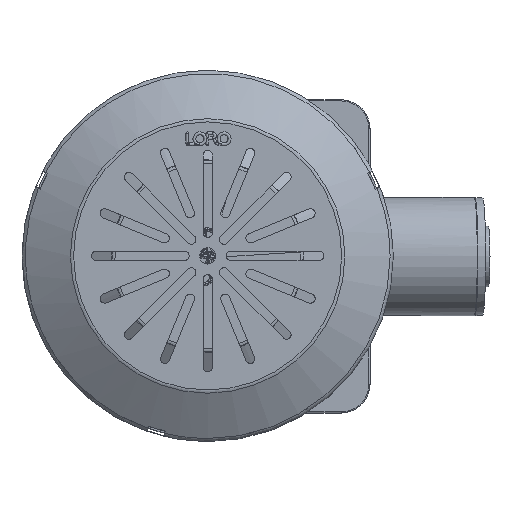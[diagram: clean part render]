
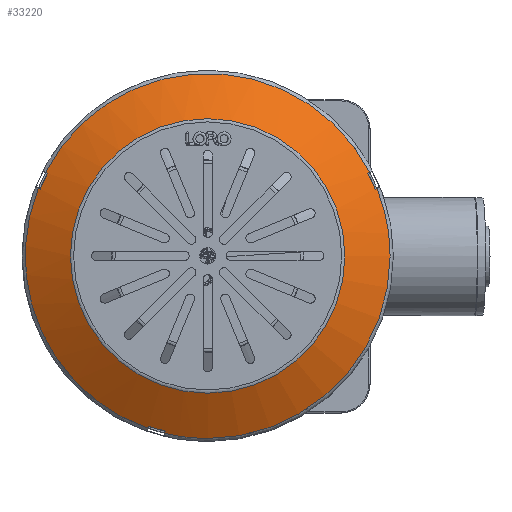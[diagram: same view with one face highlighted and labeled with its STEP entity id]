
A CAD part, top view. The second image highlights one B-rep face of the part: STEP entity #33220.
In plain terms, the highlighted conical face has half-angle 60 degrees and reference radius 1377.64 mm.
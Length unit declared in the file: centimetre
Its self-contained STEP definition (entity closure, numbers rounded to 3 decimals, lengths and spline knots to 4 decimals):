
#3920=LINE('',#64686,#6279);
#6279=VECTOR('',#45984,137.7644);
#6934=CONICAL_SURFACE('',#36804,137.7644,1.047);
#8699=FACE_OUTER_BOUND('',#10910,.T.);
#10910=EDGE_LOOP('',(#30125,#30126,#30127,#30128,#30129,#30130,#30131,#30132,
#30133,#30134,#30135,#30136,#30137,#30138,#30139,#30140,#30141,#30142));
#11760=(
BOUNDED_CURVE()
B_SPLINE_CURVE(2,(#64367,#64368,#64369),.UNSPECIFIED.,.F.,.F.)
B_SPLINE_CURVE_WITH_KNOTS((3,3),(4.3111,6.4794),
 .UNSPECIFIED.)
CURVE()
GEOMETRIC_REPRESENTATION_ITEM()
RATIONAL_B_SPLINE_CURVE((1.,1.,1.))
REPRESENTATION_ITEM('')
);
#11762=(
BOUNDED_CURVE()
B_SPLINE_CURVE(2,(#64425,#64426,#64427),.UNSPECIFIED.,.F.,.F.)
B_SPLINE_CURVE_WITH_KNOTS((3,3),(18.0051,33.0035),
 .UNSPECIFIED.)
CURVE()
GEOMETRIC_REPRESENTATION_ITEM()
RATIONAL_B_SPLINE_CURVE((1.006,1.007,1.006))
REPRESENTATION_ITEM('')
);
#11764=(
BOUNDED_CURVE()
B_SPLINE_CURVE(2,(#64435,#64436,#64437),.UNSPECIFIED.,.F.,.F.)
B_SPLINE_CURVE_WITH_KNOTS((3,3),(0.,2.1682),.UNSPECIFIED.)
CURVE()
GEOMETRIC_REPRESENTATION_ITEM()
RATIONAL_B_SPLINE_CURVE((1.,1.,1.))
REPRESENTATION_ITEM('')
);
#11772=(
BOUNDED_CURVE()
B_SPLINE_CURVE(2,(#64614,#64615,#64616),.UNSPECIFIED.,.F.,.F.)
B_SPLINE_CURVE_WITH_KNOTS((3,3),(0.,2.1682),.UNSPECIFIED.)
CURVE()
GEOMETRIC_REPRESENTATION_ITEM()
RATIONAL_B_SPLINE_CURVE((1.,1.,1.))
REPRESENTATION_ITEM('')
);
#11773=(
BOUNDED_CURVE()
B_SPLINE_CURVE(2,(#64640,#64641,#64642),.UNSPECIFIED.,.F.,.F.)
B_SPLINE_CURVE_WITH_KNOTS((3,3),(18.0051,33.0035),
 .UNSPECIFIED.)
CURVE()
GEOMETRIC_REPRESENTATION_ITEM()
RATIONAL_B_SPLINE_CURVE((1.006,1.007,1.006))
REPRESENTATION_ITEM('')
);
#11774=(
BOUNDED_CURVE()
B_SPLINE_CURVE(2,(#64649,#64650,#64651),.UNSPECIFIED.,.F.,.F.)
B_SPLINE_CURVE_WITH_KNOTS((3,3),(4.3111,6.4794),
 .UNSPECIFIED.)
CURVE()
GEOMETRIC_REPRESENTATION_ITEM()
RATIONAL_B_SPLINE_CURVE((1.,1.,1.))
REPRESENTATION_ITEM('')
);
#11775=(
BOUNDED_CURVE()
B_SPLINE_CURVE(2,(#64675,#64676,#64677),.UNSPECIFIED.,.F.,.F.)
B_SPLINE_CURVE_WITH_KNOTS((3,3),(0.,2.0555),.UNSPECIFIED.)
CURVE()
GEOMETRIC_REPRESENTATION_ITEM()
RATIONAL_B_SPLINE_CURVE((1.,1.,1.))
REPRESENTATION_ITEM('')
);
#11776=(
BOUNDED_CURVE()
B_SPLINE_CURVE(2,(#64679,#64680,#64681),.UNSPECIFIED.,.F.,.F.)
B_SPLINE_CURVE_WITH_KNOTS((3,3),(18.0051,33.0035),
 .UNSPECIFIED.)
CURVE()
GEOMETRIC_REPRESENTATION_ITEM()
RATIONAL_B_SPLINE_CURVE((1.006,1.007,1.006))
REPRESENTATION_ITEM('')
);
#11777=(
BOUNDED_CURVE()
B_SPLINE_CURVE(2,(#64682,#64683,#64684),.UNSPECIFIED.,.F.,.F.)
B_SPLINE_CURVE_WITH_KNOTS((3,3),(22.2188,24.2743),
 .UNSPECIFIED.)
CURVE()
GEOMETRIC_REPRESENTATION_ITEM()
RATIONAL_B_SPLINE_CURVE((1.,1.,1.))
REPRESENTATION_ITEM('')
);
#13472=CIRCLE('',#36779,157.25);
#13473=CIRCLE('',#36780,157.25);
#13474=CIRCLE('',#36781,157.25);
#13475=CIRCLE('',#36782,157.25);
#13476=CIRCLE('',#36783,157.25);
#13488=CIRCLE('',#36805,118.2789);
#13489=CIRCLE('',#36806,118.2789);
#16453=VERTEX_POINT('',#64365);
#16454=VERTEX_POINT('',#64366);
#16463=VERTEX_POINT('',#64424);
#16465=VERTEX_POINT('',#64434);
#16471=VERTEX_POINT('',#64474);
#16472=VERTEX_POINT('',#64476);
#16475=VERTEX_POINT('',#64501);
#16476=VERTEX_POINT('',#64513);
#16479=VERTEX_POINT('',#64538);
#16480=VERTEX_POINT('',#64549);
#16494=VERTEX_POINT('',#64612);
#16498=VERTEX_POINT('',#64638);
#16502=VERTEX_POINT('',#64674);
#16503=VERTEX_POINT('',#64678);
#16504=VERTEX_POINT('',#64685);
#16505=VERTEX_POINT('',#64687);
#21059=EDGE_CURVE('',#16453,#16454,#11760,.T.);
#21070=EDGE_CURVE('',#16463,#16453,#11762,.T.);
#21073=EDGE_CURVE('',#16465,#16463,#11764,.T.);
#21081=EDGE_CURVE('',#16471,#16472,#13472,.T.);
#21085=EDGE_CURVE('',#16475,#16454,#13473,.T.);
#21086=EDGE_CURVE('',#16465,#16476,#13474,.T.);
#21090=EDGE_CURVE('',#16479,#16480,#13475,.T.);
#21091=EDGE_CURVE('',#16480,#16471,#13476,.T.);
#21111=EDGE_CURVE('',#16479,#16494,#11772,.T.);
#21117=EDGE_CURVE('',#16494,#16498,#11773,.T.);
#21121=EDGE_CURVE('',#16498,#16476,#11774,.T.);
#21126=EDGE_CURVE('',#16475,#16502,#11775,.T.);
#21127=EDGE_CURVE('',#16502,#16503,#11776,.T.);
#21128=EDGE_CURVE('',#16503,#16472,#11777,.T.);
#21129=EDGE_CURVE('',#16480,#16504,#3920,.T.);
#21130=EDGE_CURVE('',#16504,#16505,#13488,.T.);
#21131=EDGE_CURVE('',#16505,#16504,#13489,.T.);
#30125=ORIENTED_EDGE('',*,*,#21059,.T.);
#30126=ORIENTED_EDGE('',*,*,#21085,.F.);
#30127=ORIENTED_EDGE('',*,*,#21126,.T.);
#30128=ORIENTED_EDGE('',*,*,#21127,.T.);
#30129=ORIENTED_EDGE('',*,*,#21128,.T.);
#30130=ORIENTED_EDGE('',*,*,#21081,.F.);
#30131=ORIENTED_EDGE('',*,*,#21091,.F.);
#30132=ORIENTED_EDGE('',*,*,#21129,.T.);
#30133=ORIENTED_EDGE('',*,*,#21130,.T.);
#30134=ORIENTED_EDGE('',*,*,#21131,.T.);
#30135=ORIENTED_EDGE('',*,*,#21129,.F.);
#30136=ORIENTED_EDGE('',*,*,#21090,.F.);
#30137=ORIENTED_EDGE('',*,*,#21111,.T.);
#30138=ORIENTED_EDGE('',*,*,#21117,.T.);
#30139=ORIENTED_EDGE('',*,*,#21121,.T.);
#30140=ORIENTED_EDGE('',*,*,#21086,.F.);
#30141=ORIENTED_EDGE('',*,*,#21073,.T.);
#30142=ORIENTED_EDGE('',*,*,#21070,.T.);
#33220=ADVANCED_FACE('',(#8699),#6934,.T.);
#36779=AXIS2_PLACEMENT_3D('',#64477,#45921,#45922);
#36780=AXIS2_PLACEMENT_3D('',#64512,#45923,#45924);
#36781=AXIS2_PLACEMENT_3D('',#64514,#45925,#45926);
#36782=AXIS2_PLACEMENT_3D('',#64550,#45927,#45928);
#36783=AXIS2_PLACEMENT_3D('',#64551,#45929,#45930);
#36804=AXIS2_PLACEMENT_3D('',#64673,#45982,#45983);
#36805=AXIS2_PLACEMENT_3D('',#64688,#45985,#45986);
#36806=AXIS2_PLACEMENT_3D('',#64689,#45987,#45988);
#45921=DIRECTION('center_axis',(0.,0.,
-1.));
#45922=DIRECTION('ref_axis',(1.,0.,0.));
#45923=DIRECTION('center_axis',(0.,0.,
-1.));
#45924=DIRECTION('ref_axis',(1.,0.,0.));
#45925=DIRECTION('center_axis',(0.,0.,
-1.));
#45926=DIRECTION('ref_axis',(1.,0.,0.));
#45927=DIRECTION('center_axis',(0.,0.,
-1.));
#45928=DIRECTION('ref_axis',(1.,0.,0.));
#45929=DIRECTION('center_axis',(0.,0.,
-1.));
#45930=DIRECTION('ref_axis',(1.,0.,0.));
#45982=DIRECTION('center_axis',(0.,0.,
-1.));
#45983=DIRECTION('ref_axis',(-1.,0.,0.));
#45984=DIRECTION('',(-0.866,0.,0.5));
#45985=DIRECTION('center_axis',(0.,0.,
-1.));
#45986=DIRECTION('ref_axis',(1.,0.,0.));
#45987=DIRECTION('center_axis',(0.,0.,
-1.));
#45988=DIRECTION('ref_axis',(1.,0.,0.));
#64365=CARTESIAN_POINT('',(-9.2102,57.6885,206.2295));
#64366=CARTESIAN_POINT('',(-10.9394,58.4782,205.1331));
#64367=CARTESIAN_POINT('Ctrl Pts',(-9.2102,57.6885,206.2295));
#64368=CARTESIAN_POINT('Ctrl Pts',(-10.0695,58.081,205.6846));
#64369=CARTESIAN_POINT('Ctrl Pts',(-10.9394,58.4782,205.1331));
#64424=CARTESIAN_POINT('',(-3.0243,71.2336,206.2295));
#64425=CARTESIAN_POINT('Ctrl Pts',(-3.0243,71.2336,206.2295));
#64426=CARTESIAN_POINT('Ctrl Pts',(-6.1173,64.461,206.4355));
#64427=CARTESIAN_POINT('Ctrl Pts',(-9.2102,57.6885,206.2295));
#64434=CARTESIAN_POINT('',(-4.7536,72.0233,205.1331));
#64435=CARTESIAN_POINT('Ctrl Pts',(-4.7536,72.0233,205.1331));
#64436=CARTESIAN_POINT('Ctrl Pts',(-3.8837,71.626,205.6846));
#64437=CARTESIAN_POINT('Ctrl Pts',(-3.0243,71.2336,206.2295));
#64474=CARTESIAN_POINT('',(135.0327,-157.25,205.1331));
#64476=CARTESIAN_POINT('',(97.9237,-152.8086,205.1331));
#64477=CARTESIAN_POINT('Origin',(135.0327,0.,205.1331));
#64501=CARTESIAN_POINT('',(83.6362,-148.6134,205.1331));
#64512=CARTESIAN_POINT('Origin',(135.0327,0.,205.1331));
#64513=CARTESIAN_POINT('',(274.819,72.0233,205.1331));
#64514=CARTESIAN_POINT('Origin',(135.0327,0.,205.1331));
#64538=CARTESIAN_POINT('',(281.0048,58.4782,205.1331));
#64549=CARTESIAN_POINT('',(292.2827,0.,205.1331));
#64550=CARTESIAN_POINT('Origin',(135.0327,0.,205.1331));
#64551=CARTESIAN_POINT('Origin',(135.0327,0.,205.1331));
#64612=CARTESIAN_POINT('',(279.2756,57.6885,206.2295));
#64614=CARTESIAN_POINT('Ctrl Pts',(281.0048,58.4782,205.1331));
#64615=CARTESIAN_POINT('Ctrl Pts',(280.1349,58.081,205.6846));
#64616=CARTESIAN_POINT('Ctrl Pts',(279.2756,57.6885,206.2295));
#64638=CARTESIAN_POINT('',(273.0897,71.2336,206.2295));
#64640=CARTESIAN_POINT('Ctrl Pts',(279.2756,57.6885,206.2295));
#64641=CARTESIAN_POINT('Ctrl Pts',(276.1826,64.461,206.4355));
#64642=CARTESIAN_POINT('Ctrl Pts',(273.0897,71.2336,206.2295));
#64649=CARTESIAN_POINT('Ctrl Pts',(273.0897,71.2336,206.2295));
#64650=CARTESIAN_POINT('Ctrl Pts',(273.9491,71.626,205.6846));
#64651=CARTESIAN_POINT('Ctrl Pts',(274.819,72.0233,205.1331));
#64673=CARTESIAN_POINT('Origin',(135.0327,0.,216.3831));
#64674=CARTESIAN_POINT('',(84.1718,-146.7894,206.2295));
#64675=CARTESIAN_POINT('Ctrl Pts',(83.6362,-148.6134,205.1331));
#64676=CARTESIAN_POINT('Ctrl Pts',(83.9056,-147.6959,205.6846));
#64677=CARTESIAN_POINT('Ctrl Pts',(84.1718,-146.7894,206.2295));
#64678=CARTESIAN_POINT('',(98.4593,-150.9846,206.2295));
#64679=CARTESIAN_POINT('Ctrl Pts',(84.1718,-146.7894,206.2295));
#64680=CARTESIAN_POINT('Ctrl Pts',(91.3155,-148.887,206.4355));
#64681=CARTESIAN_POINT('Ctrl Pts',(98.4593,-150.9846,206.2295));
#64682=CARTESIAN_POINT('Ctrl Pts',(98.4593,-150.9846,206.2295));
#64683=CARTESIAN_POINT('Ctrl Pts',(98.1931,-151.8911,205.6846));
#64684=CARTESIAN_POINT('Ctrl Pts',(97.9237,-152.8086,205.1331));
#64685=CARTESIAN_POINT('',(253.3115,0.,227.6331));
#64686=CARTESIAN_POINT('',(272.7971,0.,216.3831));
#64687=CARTESIAN_POINT('',(135.0327,-118.2788,227.6331));
#64688=CARTESIAN_POINT('Origin',(135.0327,0.,227.6331));
#64689=CARTESIAN_POINT('Origin',(135.0327,0.,227.6331));
